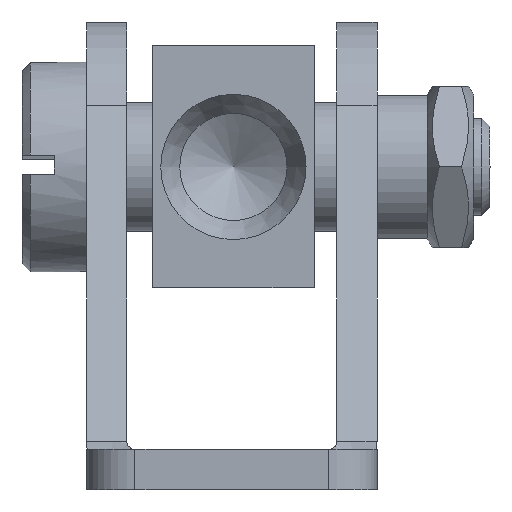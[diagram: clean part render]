
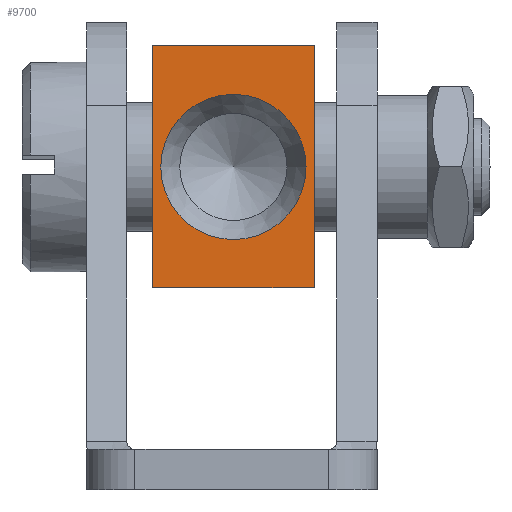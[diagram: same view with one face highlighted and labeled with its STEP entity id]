
A CAD part, left-side view. The second image highlights one B-rep face of the part: STEP entity #9700.
In plain terms, the highlighted planar face has unit normal (-1, 0, 0).
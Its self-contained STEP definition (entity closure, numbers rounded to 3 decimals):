
#8718 = EDGE_CURVE('',#8719,#8719,#8721,.T.);
#8719 = VERTEX_POINT('',#8720);
#8720 = CARTESIAN_POINT('',(0.,4.5,0.)
  );
#8721 = SURFACE_CURVE('',#8722,(#8727,#8761),.PCURVE_S1.);
#8722 = CIRCLE('',#8723,4.5);
#8723 = AXIS2_PLACEMENT_3D('',#8724,#8725,#8726);
#8724 = CARTESIAN_POINT('',(0.,0.,
    0.));
#8725 = DIRECTION('',(1.,0.,0.));
#8726 = DIRECTION('',(0.,1.,0.));
#8727 = PCURVE('',#8728,#8733);
#8728 = CONICAL_SURFACE('',#8729,3.912,0.524);
#8729 = AXIS2_PLACEMENT_3D('',#8730,#8731,#8732);
#8730 = CARTESIAN_POINT('',(1.019,0.,
    0.));
#8731 = DIRECTION('',(-1.,0.,0.));
#8732 = DIRECTION('',(0.,1.,0.));
#8733 = DEFINITIONAL_REPRESENTATION('',(#8734),#8760);
#8734 = B_SPLINE_CURVE_WITH_KNOTS('',3,(#8735,#8736,#8737,#8738,#8739,
    #8740,#8741,#8742,#8743,#8744,#8745,#8746,#8747,#8748,#8749,#8750,
    #8751,#8752,#8753,#8754,#8755,#8756,#8757,#8758,#8759),
  .UNSPECIFIED.,.F.,.F.,(4,1,1,1,1,1,1,1,1,1,1,1,1,1,1,1,1,1,1,1,1,1,4),
  (0.,0.286,0.571,0.857,1.142,
    1.428,1.714,1.999,2.285,
    2.57,2.856,3.142,3.427,
    3.713,3.998,4.284,4.57,
    4.855,5.141,5.426,5.712,
    5.998,6.283),.UNSPECIFIED.);
#8735 = CARTESIAN_POINT('',(6.283,1.019));
#8736 = CARTESIAN_POINT('',(6.188,1.019));
#8737 = CARTESIAN_POINT('',(5.998,1.019));
#8738 = CARTESIAN_POINT('',(5.712,1.019));
#8739 = CARTESIAN_POINT('',(5.426,1.019));
#8740 = CARTESIAN_POINT('',(5.141,1.019));
#8741 = CARTESIAN_POINT('',(4.855,1.019));
#8742 = CARTESIAN_POINT('',(4.57,1.019));
#8743 = CARTESIAN_POINT('',(4.284,1.019));
#8744 = CARTESIAN_POINT('',(3.998,1.019));
#8745 = CARTESIAN_POINT('',(3.713,1.019));
#8746 = CARTESIAN_POINT('',(3.427,1.019));
#8747 = CARTESIAN_POINT('',(3.142,1.019));
#8748 = CARTESIAN_POINT('',(2.856,1.019));
#8749 = CARTESIAN_POINT('',(2.57,1.019));
#8750 = CARTESIAN_POINT('',(2.285,1.019));
#8751 = CARTESIAN_POINT('',(1.999,1.019));
#8752 = CARTESIAN_POINT('',(1.714,1.019));
#8753 = CARTESIAN_POINT('',(1.428,1.019));
#8754 = CARTESIAN_POINT('',(1.142,1.019));
#8755 = CARTESIAN_POINT('',(0.857,1.019));
#8756 = CARTESIAN_POINT('',(0.571,1.019));
#8757 = CARTESIAN_POINT('',(0.286,1.019));
#8758 = CARTESIAN_POINT('',(0.095,1.019));
#8759 = CARTESIAN_POINT('',(0.,1.019));
#8760 = ( GEOMETRIC_REPRESENTATION_CONTEXT(2) 
PARAMETRIC_REPRESENTATION_CONTEXT() REPRESENTATION_CONTEXT('2D SPACE',''
  ) );
#8761 = PCURVE('',#8762,#8767);
#8762 = PLANE('',#8763);
#8763 = AXIS2_PLACEMENT_3D('',#8764,#8765,#8766);
#8764 = CARTESIAN_POINT('',(0.,0.,
    -5.));
#8765 = DIRECTION('',(-1.,0.,0.));
#8766 = DIRECTION('',(0.,1.,0.));
#8767 = DEFINITIONAL_REPRESENTATION('',(#8768),#8776);
#8768 = ( BOUNDED_CURVE() B_SPLINE_CURVE(2,(#8769,#8770,#8771,#8772,
#8773,#8774,#8775),.UNSPECIFIED.,.T.,.F.) B_SPLINE_CURVE_WITH_KNOTS((1,2
    ,2,2,2,1),(-2.094,0.,2.094,4.189,
6.283,8.378),.UNSPECIFIED.) CURVE() 
GEOMETRIC_REPRESENTATION_ITEM() RATIONAL_B_SPLINE_CURVE((1.,0.5,1.,0.5,
1.,0.5,1.)) REPRESENTATION_ITEM('') );
#8769 = CARTESIAN_POINT('',(4.5,-5.));
#8770 = CARTESIAN_POINT('',(4.5,-12.794));
#8771 = CARTESIAN_POINT('',(-2.25,-8.897));
#8772 = CARTESIAN_POINT('',(-9.,-5.));
#8773 = CARTESIAN_POINT('',(-2.25,-1.103));
#8774 = CARTESIAN_POINT('',(4.5,2.794));
#8775 = CARTESIAN_POINT('',(4.5,-5.));
#8776 = ( GEOMETRIC_REPRESENTATION_CONTEXT(2) 
PARAMETRIC_REPRESENTATION_CONTEXT() REPRESENTATION_CONTEXT('2D SPACE',''
  ) );
#9035 = PLANE('',#9036);
#9036 = AXIS2_PLACEMENT_3D('',#9037,#9038,#9039);
#9037 = CARTESIAN_POINT('',(32.215,5.,-7.5));
#9038 = DIRECTION('',(0.,-1.,0.));
#9039 = DIRECTION('',(-1.,0.,0.));
#9220 = EDGE_CURVE('',#9221,#9223,#9225,.T.);
#9221 = VERTEX_POINT('',#9222);
#9222 = CARTESIAN_POINT('',(0.,5.,7.5));
#9223 = VERTEX_POINT('',#9224);
#9224 = CARTESIAN_POINT('',(0.,5.,-7.5));
#9225 = SURFACE_CURVE('',#9226,(#9230,#9237),.PCURVE_S1.);
#9226 = LINE('',#9227,#9228);
#9227 = CARTESIAN_POINT('',(0.,5.,7.5));
#9228 = VECTOR('',#9229,1.);
#9229 = DIRECTION('',(0.,0.,-1.));
#9230 = PCURVE('',#9035,#9231);
#9231 = DEFINITIONAL_REPRESENTATION('',(#9232),#9236);
#9232 = LINE('',#9233,#9234);
#9233 = CARTESIAN_POINT('',(32.215,-15.));
#9234 = VECTOR('',#9235,1.);
#9235 = DIRECTION('',(0.,1.));
#9236 = ( GEOMETRIC_REPRESENTATION_CONTEXT(2) 
PARAMETRIC_REPRESENTATION_CONTEXT() REPRESENTATION_CONTEXT('2D SPACE',''
  ) );
#9237 = PCURVE('',#8762,#9238);
#9238 = DEFINITIONAL_REPRESENTATION('',(#9239),#9243);
#9239 = LINE('',#9240,#9241);
#9240 = CARTESIAN_POINT('',(5.,-12.5));
#9241 = VECTOR('',#9242,1.);
#9242 = DIRECTION('',(0.,1.));
#9243 = ( GEOMETRIC_REPRESENTATION_CONTEXT(2) 
PARAMETRIC_REPRESENTATION_CONTEXT() REPRESENTATION_CONTEXT('2D SPACE',''
  ) );
#9261 = PLANE('',#9262);
#9262 = AXIS2_PLACEMENT_3D('',#9263,#9264,#9265);
#9263 = CARTESIAN_POINT('',(0.,-10.,7.5));
#9264 = DIRECTION('',(0.,0.,-1.));
#9265 = DIRECTION('',(0.,-1.,0.));
#9338 = PLANE('',#9339);
#9339 = AXIS2_PLACEMENT_3D('',#9340,#9341,#9342);
#9340 = CARTESIAN_POINT('',(29.414,-10.,-7.5));
#9341 = DIRECTION('',(0.,0.,1.));
#9342 = DIRECTION('',(0.,1.,0.));
#9416 = PLANE('',#9417);
#9417 = AXIS2_PLACEMENT_3D('',#9418,#9419,#9420);
#9418 = CARTESIAN_POINT('',(-1.961,-5.,-7.5));
#9419 = DIRECTION('',(0.,1.,0.));
#9420 = DIRECTION('',(1.,0.,0.));
#9436 = EDGE_CURVE('',#9437,#9439,#9441,.T.);
#9437 = VERTEX_POINT('',#9438);
#9438 = CARTESIAN_POINT('',(0.,-5.,-7.5));
#9439 = VERTEX_POINT('',#9440);
#9440 = CARTESIAN_POINT('',(0.,-5.,7.5));
#9441 = SURFACE_CURVE('',#9442,(#9446,#9453),.PCURVE_S1.);
#9442 = LINE('',#9443,#9444);
#9443 = CARTESIAN_POINT('',(0.,-5.,-7.5));
#9444 = VECTOR('',#9445,1.);
#9445 = DIRECTION('',(0.,0.,1.));
#9446 = PCURVE('',#9416,#9447);
#9447 = DEFINITIONAL_REPRESENTATION('',(#9448),#9452);
#9448 = LINE('',#9449,#9450);
#9449 = CARTESIAN_POINT('',(1.961,0.));
#9450 = VECTOR('',#9451,1.);
#9451 = DIRECTION('',(0.,-1.));
#9452 = ( GEOMETRIC_REPRESENTATION_CONTEXT(2) 
PARAMETRIC_REPRESENTATION_CONTEXT() REPRESENTATION_CONTEXT('2D SPACE',''
  ) );
#9453 = PCURVE('',#8762,#9454);
#9454 = DEFINITIONAL_REPRESENTATION('',(#9455),#9459);
#9455 = LINE('',#9456,#9457);
#9456 = CARTESIAN_POINT('',(-5.,2.5));
#9457 = VECTOR('',#9458,1.);
#9458 = DIRECTION('',(0.,-1.));
#9459 = ( GEOMETRIC_REPRESENTATION_CONTEXT(2) 
PARAMETRIC_REPRESENTATION_CONTEXT() REPRESENTATION_CONTEXT('2D SPACE',''
  ) );
#9603 = EDGE_CURVE('',#9439,#9221,#9604,.T.);
#9604 = SURFACE_CURVE('',#9605,(#9609,#9616),.PCURVE_S1.);
#9605 = LINE('',#9606,#9607);
#9606 = CARTESIAN_POINT('',(0.,-5.,7.5));
#9607 = VECTOR('',#9608,1.);
#9608 = DIRECTION('',(0.,1.,0.));
#9609 = PCURVE('',#9261,#9610);
#9610 = DEFINITIONAL_REPRESENTATION('',(#9611),#9615);
#9611 = LINE('',#9612,#9613);
#9612 = CARTESIAN_POINT('',(-5.,0.));
#9613 = VECTOR('',#9614,1.);
#9614 = DIRECTION('',(-1.,0.));
#9615 = ( GEOMETRIC_REPRESENTATION_CONTEXT(2) 
PARAMETRIC_REPRESENTATION_CONTEXT() REPRESENTATION_CONTEXT('2D SPACE',''
  ) );
#9616 = PCURVE('',#8762,#9617);
#9617 = DEFINITIONAL_REPRESENTATION('',(#9618),#9622);
#9618 = LINE('',#9619,#9620);
#9619 = CARTESIAN_POINT('',(-5.,-12.5));
#9620 = VECTOR('',#9621,1.);
#9621 = DIRECTION('',(1.,0.));
#9622 = ( GEOMETRIC_REPRESENTATION_CONTEXT(2) 
PARAMETRIC_REPRESENTATION_CONTEXT() REPRESENTATION_CONTEXT('2D SPACE',''
  ) );
#9678 = EDGE_CURVE('',#9223,#9437,#9679,.T.);
#9679 = SURFACE_CURVE('',#9680,(#9684,#9691),.PCURVE_S1.);
#9680 = LINE('',#9681,#9682);
#9681 = CARTESIAN_POINT('',(0.,5.,-7.5));
#9682 = VECTOR('',#9683,1.);
#9683 = DIRECTION('',(0.,-1.,0.));
#9684 = PCURVE('',#9338,#9685);
#9685 = DEFINITIONAL_REPRESENTATION('',(#9686),#9690);
#9686 = LINE('',#9687,#9688);
#9687 = CARTESIAN_POINT('',(15.,29.414));
#9688 = VECTOR('',#9689,1.);
#9689 = DIRECTION('',(-1.,0.));
#9690 = ( GEOMETRIC_REPRESENTATION_CONTEXT(2) 
PARAMETRIC_REPRESENTATION_CONTEXT() REPRESENTATION_CONTEXT('2D SPACE',''
  ) );
#9691 = PCURVE('',#8762,#9692);
#9692 = DEFINITIONAL_REPRESENTATION('',(#9693),#9697);
#9693 = LINE('',#9694,#9695);
#9694 = CARTESIAN_POINT('',(5.,2.5));
#9695 = VECTOR('',#9696,1.);
#9696 = DIRECTION('',(-1.,0.));
#9697 = ( GEOMETRIC_REPRESENTATION_CONTEXT(2) 
PARAMETRIC_REPRESENTATION_CONTEXT() REPRESENTATION_CONTEXT('2D SPACE',''
  ) );
#9700 = ADVANCED_FACE('',(#9701,#9707),#8762,.T.);
#9701 = FACE_BOUND('',#9702,.T.);
#9702 = EDGE_LOOP('',(#9703,#9704,#9705,#9706));
#9703 = ORIENTED_EDGE('',*,*,#9436,.T.);
#9704 = ORIENTED_EDGE('',*,*,#9603,.T.);
#9705 = ORIENTED_EDGE('',*,*,#9220,.T.);
#9706 = ORIENTED_EDGE('',*,*,#9678,.T.);
#9707 = FACE_BOUND('',#9708,.T.);
#9708 = EDGE_LOOP('',(#9709));
#9709 = ORIENTED_EDGE('',*,*,#8718,.T.);
